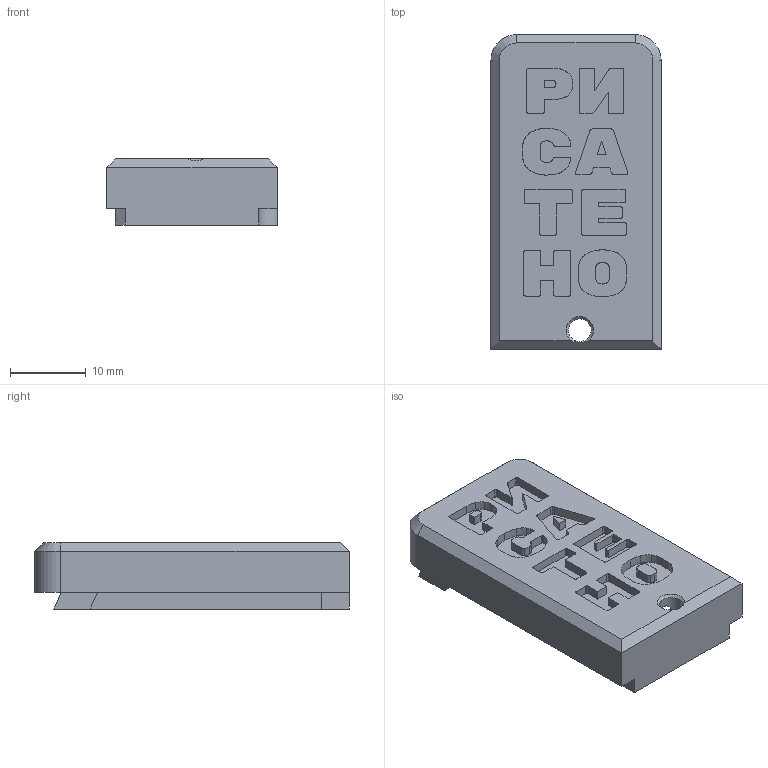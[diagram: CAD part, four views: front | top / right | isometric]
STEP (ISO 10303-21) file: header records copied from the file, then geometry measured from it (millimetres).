
FILE_DESCRIPTION(('FreeCAD Model'),'2;1');
FILE_NAME('Open CASCADE Shape Model','2025-05-20T22:31:46',(''),(''), 'Open CASCADE STEP processor 7.8','FreeCAD','Unknown');
FILE_SCHEMA(('AUTOMOTIVE_DESIGN { 1 0 10303 214 1 1 1 1 }'));
Length unit declared in the file: millimetre
Products named in the file (1): top-cover-right-PNCATEHO
Bounding box: 22.4 x 41.4 x 8.7 mm (x, y, z)
Volume: 2490.2 mm3; surface area: 3670.5 mm2
Topology: 1 solids, 1 shells, 275 faces, 781 edges, 517 vertices
Faces by surface type: extrusion 127, plane 126, cylinder 13, cone 9
Full cylindrical faces by diameter (mm): 3 x1
Entity records: 9892 total; most frequent: CARTESIAN_POINT 3177, ORIENTED_EDGE 1562, DIRECTION 998, EDGE_CURVE 781, VECTOR 596, VERTEX_POINT 517, LINE 469, B_SPLINE_CURVE_WITH_KNOTS 387
